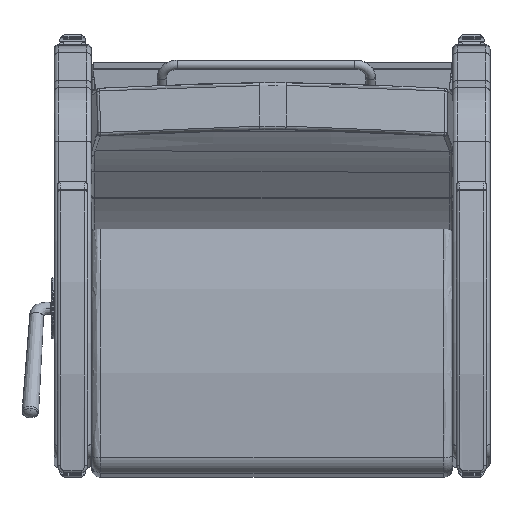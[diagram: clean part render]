
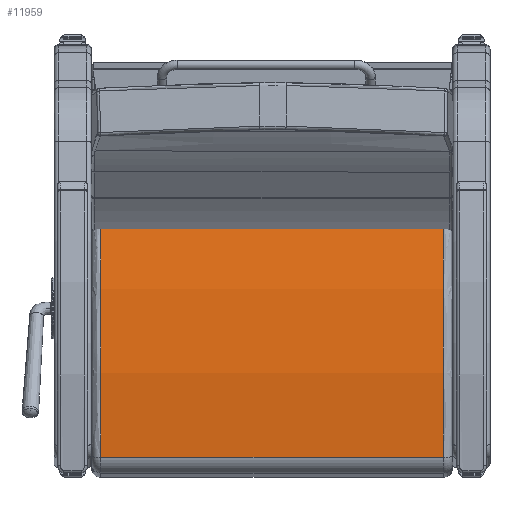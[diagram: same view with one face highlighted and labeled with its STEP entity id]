
A CAD part, front view. The second image highlights one B-rep face of the part: STEP entity #11959.
In plain terms, the highlighted free-form (B-spline) face has degree [1, 2] with [2, 3] control points.
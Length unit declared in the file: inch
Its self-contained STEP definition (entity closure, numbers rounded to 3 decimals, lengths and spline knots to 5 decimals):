
#30=(
BOUNDED_SURFACE()
B_SPLINE_SURFACE(1,2,((#20452,#20453,#20454),(#20455,#20456,#20457)),
 .UNSPECIFIED.,.F.,.F.,.F.)
B_SPLINE_SURFACE_WITH_KNOTS((2,2),(3,3),(-0.22896,0.22896),
(1.36178,1.69928),.UNSPECIFIED.)
GEOMETRIC_REPRESENTATION_ITEM()
RATIONAL_B_SPLINE_SURFACE(((1.,0.986,1.),(1.,0.986,
1.)))
REPRESENTATION_ITEM('')
SURFACE()
);
#988=ELLIPSE('',#13209,60.05357,60.);
#998=ELLIPSE('',#13237,60.05357,60.);
#1236=LINE('',#20450,#1968);
#1237=LINE('',#20459,#1969);
#1968=VECTOR('',#15311,0.3937);
#1969=VECTOR('',#15314,0.3937);
#2898=FACE_OUTER_BOUND('',#3701,.T.);
#3701=EDGE_LOOP('',(#8758,#8759,#8760,#8761));
#5419=VERTEX_POINT('',#20242);
#5420=VERTEX_POINT('',#20243);
#5445=VERTEX_POINT('',#20449);
#5446=VERTEX_POINT('',#20458);
#6645=EDGE_CURVE('',#5419,#5420,#988,.T.);
#6683=EDGE_CURVE('',#5420,#5445,#1236,.T.);
#6685=EDGE_CURVE('',#5419,#5446,#1237,.T.);
#6686=EDGE_CURVE('',#5445,#5446,#998,.T.);
#8758=ORIENTED_EDGE('',*,*,#6645,.F.);
#8759=ORIENTED_EDGE('',*,*,#6685,.T.);
#8760=ORIENTED_EDGE('',*,*,#6686,.F.);
#8761=ORIENTED_EDGE('',*,*,#6683,.F.);
#11959=ADVANCED_FACE('',(#2898),#30,.F.);
#13209=AXIS2_PLACEMENT_3D('',#20244,#15243,#15244);
#13237=AXIS2_PLACEMENT_3D('',#20460,#15315,#15316);
#15243=DIRECTION('center_axis',(0.,0.,-1.));
#15244=DIRECTION('ref_axis',(1.,0.,0.));
#15311=DIRECTION('',(0.,0.,1.));
#15314=DIRECTION('',(0.,0.,1.));
#15315=DIRECTION('center_axis',(0.,0.,1.));
#15316=DIRECTION('ref_axis',(1.,0.,0.));
#20242=CARTESIAN_POINT('',(-10.04459,1.25621,-13.75));
#20243=CARTESIAN_POINT('',(10.1114,0.44486,-13.75));
#20244=CARTESIAN_POINT('Origin',(-2.34979,-58.24922,-13.75));
#20449=CARTESIAN_POINT('',(10.1114,0.44486,13.75));
#20450=CARTESIAN_POINT('',(10.1114,0.44486,0.));
#20452=CARTESIAN_POINT('Ctrl Pts',(10.1114,0.44486,-13.75));
#20453=CARTESIAN_POINT('Ctrl Pts',(0.10258,2.56602,-13.75));
#20454=CARTESIAN_POINT('Ctrl Pts',(-10.04459,1.25621,-13.75));
#20455=CARTESIAN_POINT('Ctrl Pts',(10.1114,0.44486,13.75));
#20456=CARTESIAN_POINT('Ctrl Pts',(0.10258,2.56602,13.75));
#20457=CARTESIAN_POINT('Ctrl Pts',(-10.04459,1.25621,13.75));
#20458=CARTESIAN_POINT('',(-10.04459,1.25621,13.75));
#20459=CARTESIAN_POINT('',(-10.04459,1.25621,0.));
#20460=CARTESIAN_POINT('Origin',(-2.34979,-58.24922,13.75));
